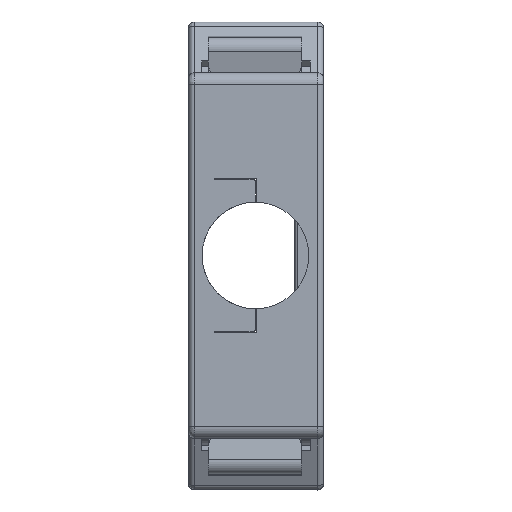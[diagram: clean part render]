
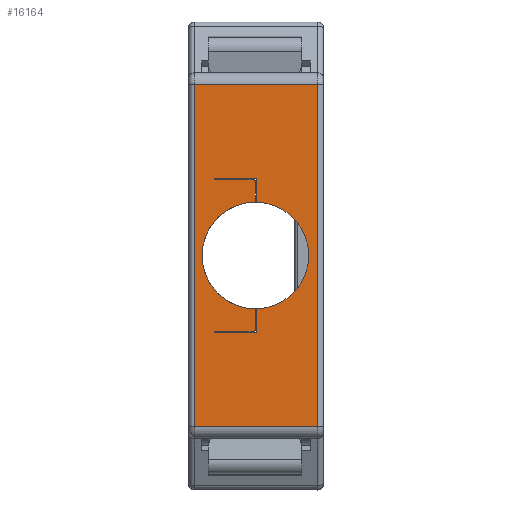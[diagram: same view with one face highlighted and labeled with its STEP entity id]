
A CAD part, top view. The second image highlights one B-rep face of the part: STEP entity #16164.
In plain terms, the highlighted planar face has unit normal (0, 0, 1).
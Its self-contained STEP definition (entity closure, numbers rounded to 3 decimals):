
#1092=CARTESIAN_POINT('',(10.8,-14.6,0.));
#1093=VERTEX_POINT('',#1092);
#1101=CARTESIAN_POINT('',(0.3,-14.6,0.));
#1102=VERTEX_POINT('',#1101);
#1103=CARTESIAN_POINT('',(10.8,-14.6,0.));
#1104=DIRECTION('',(-1.,0.,0.));
#1105=VECTOR('',#1104,10.5);
#1106=LINE('',#1103,#1105);
#1107=EDGE_CURVE('',#1093,#1102,#1106,.T.);
#3750=CARTESIAN_POINT('',(10.8,14.6,0.));
#3751=VERTEX_POINT('',#3750);
#3759=CARTESIAN_POINT('',(10.8,-14.6,0.));
#3760=DIRECTION('',(0.,1.,0.));
#3761=VECTOR('',#3760,29.2);
#3762=LINE('',#3759,#3761);
#3763=EDGE_CURVE('',#1093,#3751,#3762,.T.);
#4233=CARTESIAN_POINT('',(0.3,14.6,0.));
#4234=VERTEX_POINT('',#4233);
#4242=CARTESIAN_POINT('',(10.8,14.6,0.));
#4243=DIRECTION('',(-1.,0.,0.));
#4244=VECTOR('',#4243,10.5);
#4245=LINE('',#4242,#4244);
#4246=EDGE_CURVE('',#3751,#4234,#4245,.T.);
#6001=CARTESIAN_POINT('',(5.602,-4.549,0.));
#6002=VERTEX_POINT('',#6001);
#6003=CARTESIAN_POINT('',(5.6,-6.55,0.));
#6004=VERTEX_POINT('',#6003);
#6005=CARTESIAN_POINT('',(5.602,-4.549,0.));
#6006=DIRECTION('',(-0.001,-1.,0.));
#6007=VECTOR('',#6006,2.001);
#6008=LINE('',#6005,#6007);
#6009=EDGE_CURVE('',#6002,#6004,#6008,.T.);
#6055=CARTESIAN_POINT('',(5.602,4.549,0.));
#6056=VERTEX_POINT('',#6055);
#6057=CARTESIAN_POINT('',(5.5,0.,0.));
#6058=DIRECTION('',(0.022,1.,0.));
#6059=DIRECTION('',(0.,0.,-1.));
#6060=AXIS2_PLACEMENT_3D('',#6057,#6059,#6058);
#6061=CIRCLE('',#6060,4.55);
#6062=EDGE_CURVE('',#6056,#6002,#6061,.T.);
#6088=CARTESIAN_POINT('',(5.6,6.55,0.));
#6089=VERTEX_POINT('',#6088);
#6090=CARTESIAN_POINT('',(5.6,6.55,0.));
#6091=DIRECTION('',(0.001,-1.,0.));
#6092=VECTOR('',#6091,2.001);
#6093=LINE('',#6090,#6092);
#6094=EDGE_CURVE('',#6089,#6056,#6093,.T.);
#6120=CARTESIAN_POINT('',(2.,-6.55,0.));
#6121=VERTEX_POINT('',#6120);
#6128=CARTESIAN_POINT('',(5.6,-6.55,0.));
#6129=DIRECTION('',(-1.,0.,0.));
#6130=VECTOR('',#6129,3.6);
#6131=LINE('',#6128,#6130);
#6132=EDGE_CURVE('',#6004,#6121,#6131,.T.);
#6250=CARTESIAN_POINT('',(2.,6.55,0.));
#6251=VERTEX_POINT('',#6250);
#6252=CARTESIAN_POINT('',(2.,6.55,0.));
#6253=DIRECTION('',(1.,0.,0.));
#6254=VECTOR('',#6253,3.6);
#6255=LINE('',#6252,#6254);
#6256=EDGE_CURVE('',#6251,#6089,#6255,.T.);
#16068=CARTESIAN_POINT('',(5.55,-0.45,0.));
#16069=DIRECTION('',(0.,1.,0.));
#16070=DIRECTION('',(0.,0.,1.));
#16071=AXIS2_PLACEMENT_3D('',#16068,#16070,#16069);
#16072=PLANE('',#16071);
#16073=ORIENTED_EDGE('',*,*,#1107,.F.);
#16074=ORIENTED_EDGE('',*,*,#3763,.T.);
#16075=ORIENTED_EDGE('',*,*,#4246,.T.);
#16076=CARTESIAN_POINT('',(0.3,14.6,0.));
#16077=DIRECTION('',(0.,-1.,0.));
#16078=VECTOR('',#16077,29.2);
#16079=LINE('',#16076,#16078);
#16080=EDGE_CURVE('',#4234,#1102,#16079,.T.);
#16081=ORIENTED_EDGE('',*,*,#16080,.T.);
#16082=EDGE_LOOP('',(#16073,#16074,#16075,#16081));
#16083=FACE_OUTER_BOUND('',#16082,.T.);
#16084=ORIENTED_EDGE('',*,*,#6256,.T.);
#16085=ORIENTED_EDGE('',*,*,#6094,.T.);
#16086=ORIENTED_EDGE('',*,*,#6062,.T.);
#16087=ORIENTED_EDGE('',*,*,#6009,.T.);
#16088=ORIENTED_EDGE('',*,*,#6132,.T.);
#16089=CARTESIAN_POINT('',(2.,-6.5,0.));
#16090=VERTEX_POINT('',#16089);
#16091=CARTESIAN_POINT('',(2.,-6.55,0.));
#16092=DIRECTION('',(0.,1.,0.));
#16093=VECTOR('',#16092,0.05);
#16094=LINE('',#16091,#16093);
#16095=EDGE_CURVE('',#6121,#16090,#16094,.T.);
#16096=ORIENTED_EDGE('',*,*,#16095,.T.);
#16097=CARTESIAN_POINT('',(5.3,-6.5,0.));
#16098=VERTEX_POINT('',#16097);
#16099=CARTESIAN_POINT('',(5.3,-6.5,0.));
#16100=DIRECTION('',(-1.,0.,0.));
#16101=VECTOR('',#16100,3.3);
#16102=LINE('',#16099,#16101);
#16103=EDGE_CURVE('',#16098,#16090,#16102,.T.);
#16104=ORIENTED_EDGE('',*,*,#16103,.F.);
#16105=CARTESIAN_POINT('',(5.5,-6.3,0.));
#16106=VERTEX_POINT('',#16105);
#16107=CARTESIAN_POINT('',(5.3,-6.3,0.));
#16108=DIRECTION('',(0.,-1.,0.));
#16109=DIRECTION('',(0.,0.,1.));
#16110=AXIS2_PLACEMENT_3D('',#16107,#16109,#16108);
#16111=CIRCLE('',#16110,0.2);
#16112=EDGE_CURVE('',#16098,#16106,#16111,.T.);
#16113=ORIENTED_EDGE('',*,*,#16112,.T.);
#16114=CARTESIAN_POINT('',(5.5,-4.55,0.));
#16115=VERTEX_POINT('',#16114);
#16116=CARTESIAN_POINT('',(5.5,-6.3,0.));
#16117=DIRECTION('',(0.,1.,0.));
#16118=VECTOR('',#16117,1.75);
#16119=LINE('',#16116,#16118);
#16120=EDGE_CURVE('',#16106,#16115,#16119,.T.);
#16121=ORIENTED_EDGE('',*,*,#16120,.T.);
#16122=CARTESIAN_POINT('',(5.5,4.55,0.));
#16123=VERTEX_POINT('',#16122);
#16124=CARTESIAN_POINT('',(5.5,0.,0.));
#16125=DIRECTION('',(0.,-1.,0.));
#16126=DIRECTION('',(0.,0.,-1.));
#16127=AXIS2_PLACEMENT_3D('',#16124,#16126,#16125);
#16128=CIRCLE('',#16127,4.55);
#16129=EDGE_CURVE('',#16115,#16123,#16128,.T.);
#16130=ORIENTED_EDGE('',*,*,#16129,.T.);
#16131=CARTESIAN_POINT('',(5.5,6.3,0.));
#16132=VERTEX_POINT('',#16131);
#16133=CARTESIAN_POINT('',(5.5,4.55,0.));
#16134=DIRECTION('',(0.,1.,0.));
#16135=VECTOR('',#16134,1.75);
#16136=LINE('',#16133,#16135);
#16137=EDGE_CURVE('',#16123,#16132,#16136,.T.);
#16138=ORIENTED_EDGE('',*,*,#16137,.T.);
#16139=CARTESIAN_POINT('',(5.3,6.5,0.));
#16140=VERTEX_POINT('',#16139);
#16141=CARTESIAN_POINT('',(5.3,6.3,0.));
#16142=DIRECTION('',(1.,0.,0.));
#16143=DIRECTION('',(0.,0.,1.));
#16144=AXIS2_PLACEMENT_3D('',#16141,#16143,#16142);
#16145=CIRCLE('',#16144,0.2);
#16146=EDGE_CURVE('',#16132,#16140,#16145,.T.);
#16147=ORIENTED_EDGE('',*,*,#16146,.T.);
#16148=CARTESIAN_POINT('',(2.,6.5,0.));
#16149=VERTEX_POINT('',#16148);
#16150=CARTESIAN_POINT('',(5.3,6.5,0.));
#16151=DIRECTION('',(-1.,0.,0.));
#16152=VECTOR('',#16151,3.3);
#16153=LINE('',#16150,#16152);
#16154=EDGE_CURVE('',#16140,#16149,#16153,.T.);
#16155=ORIENTED_EDGE('',*,*,#16154,.T.);
#16156=CARTESIAN_POINT('',(2.,6.5,0.));
#16157=DIRECTION('',(0.,1.,0.));
#16158=VECTOR('',#16157,0.05);
#16159=LINE('',#16156,#16158);
#16160=EDGE_CURVE('',#16149,#6251,#16159,.T.);
#16161=ORIENTED_EDGE('',*,*,#16160,.T.);
#16162=EDGE_LOOP('',(#16084,#16085,#16086,#16087,#16088,#16096,#16104,#16113,#16121,#16130,#16138,#16147,#16155,#16161));
#16163=FACE_BOUND('',#16162,.T.);
#16164=ADVANCED_FACE('',(#16083,#16163),#16072,.T.);
